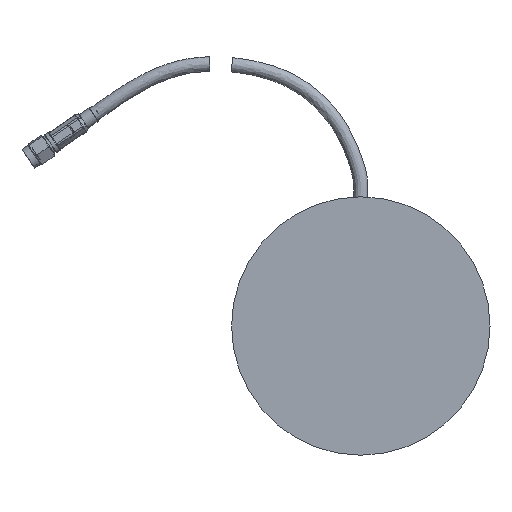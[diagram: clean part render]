
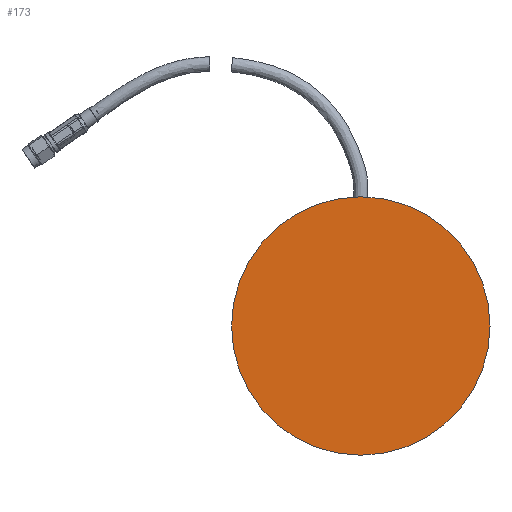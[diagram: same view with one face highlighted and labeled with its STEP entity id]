
A CAD part, front view. The second image highlights one B-rep face of the part: STEP entity #173.
In plain terms, the highlighted planar face has unit normal (0, -1, 0).
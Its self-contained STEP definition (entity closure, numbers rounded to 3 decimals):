
#173 = ADVANCED_FACE ( 'NONE', ( #416 ), #7425, .F. ) ;
#416 = FACE_OUTER_BOUND ( 'NONE', #1422, .T. ) ;
#1335 = DIRECTION ( 'NONE',  ( 0., 1., 0. ) ) ;
#1422 = EDGE_LOOP ( 'NONE', ( #3554 ) ) ;
#2651 = CARTESIAN_POINT ( 'NONE',  ( 0., 0., -44.45 ) ) ;
#2729 = AXIS2_PLACEMENT_3D ( 'NONE', #4955, #1335, #5544 ) ;
#3458 = VERTEX_POINT ( 'NONE', #2651 ) ;
#3464 = DIRECTION ( 'NONE',  ( 0., -1., 0. ) ) ;
#3554 = ORIENTED_EDGE ( 'NONE', *, *, #4820, .T. ) ;
#4820 = EDGE_CURVE ( 'NONE', #3458, #3458, #6334, .T. ) ;
#4955 = CARTESIAN_POINT ( 'NONE',  ( -44.45, 0., 0. ) ) ;
#5544 = DIRECTION ( 'NONE',  ( 0., 0., 1. ) ) ;
#6334 = CIRCLE ( 'NONE', #7314, 44.45 ) ;
#7088 = CARTESIAN_POINT ( 'NONE',  ( 0., 0., 0. ) ) ;
#7314 = AXIS2_PLACEMENT_3D ( 'NONE', #7088, #3464, #7711 ) ;
#7425 = PLANE ( 'NONE',  #2729 ) ;
#7711 = DIRECTION ( 'NONE',  ( 0., 0., -1. ) ) ;
